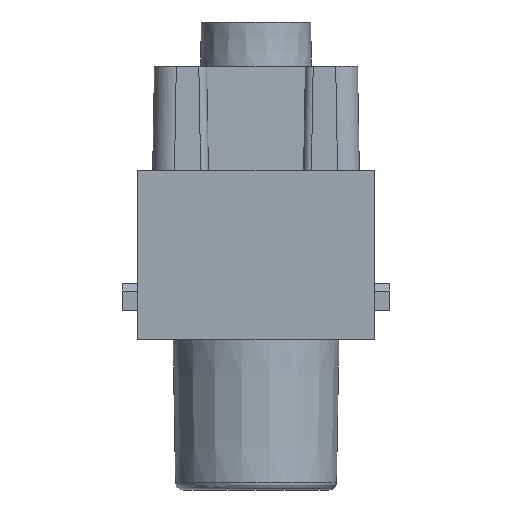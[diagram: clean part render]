
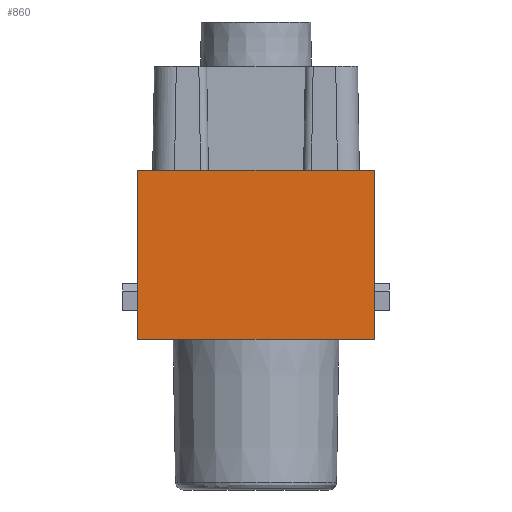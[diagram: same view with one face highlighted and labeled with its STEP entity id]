
A CAD part, left-side view. The second image highlights one B-rep face of the part: STEP entity #860.
In plain terms, the highlighted planar face has unit normal (-1, 0, 0).
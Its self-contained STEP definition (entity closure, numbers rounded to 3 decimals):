
#695=FACE_OUTER_BOUND('',#1298,.T.);
#860=ADVANCED_FACE('',(#695),#1049,.T.);
#1049=PLANE('',#4798);
#1298=EDGE_LOOP('',(#1592,#1593,#1594,#1595));
#1592=ORIENTED_EDGE('',*,*,#2807,.T.);
#1593=ORIENTED_EDGE('',*,*,#2803,.T.);
#1594=ORIENTED_EDGE('',*,*,#2808,.F.);
#1595=ORIENTED_EDGE('',*,*,#2809,.T.);
#2473=VERTEX_POINT('',#6259);
#2474=VERTEX_POINT('',#6260);
#2477=VERTEX_POINT('',#6268);
#2478=VERTEX_POINT('',#6270);
#2803=EDGE_CURVE('',#2473,#2474,#3666,.T.);
#2807=EDGE_CURVE('',#2477,#2473,#3670,.T.);
#2808=EDGE_CURVE('',#2478,#2474,#3671,.T.);
#2809=EDGE_CURVE('',#2478,#2477,#3672,.T.);
#3666=LINE('',#6258,#4128);
#3670=LINE('',#6267,#4132);
#3671=LINE('',#6269,#4133);
#3672=LINE('',#6271,#4134);
#4128=VECTOR('',#5214,1.);
#4132=VECTOR('',#5220,1.);
#4133=VECTOR('',#5221,1.);
#4134=VECTOR('',#5222,1.);
#4798=AXIS2_PLACEMENT_3D('',#6272,#5223,#5224);
#5214=DIRECTION('',(0.,-1.,0.));
#5220=DIRECTION('',(0.,0.,-1.));
#5221=DIRECTION('',(0.,0.,-1.));
#5222=DIRECTION('',(0.,1.,0.));
#5223=DIRECTION('',(-1.,0.,0.));
#5224=DIRECTION('',(0.,1.,0.));
#6258=CARTESIAN_POINT('',(-22.025,-8.5,-3.7));
#6259=CARTESIAN_POINT('',(-22.025,15.15,-3.7));
#6260=CARTESIAN_POINT('',(-22.025,-15.15,-3.7));
#6267=CARTESIAN_POINT('',(-22.025,15.15,3.5));
#6268=CARTESIAN_POINT('',(-22.025,15.15,18.));
#6269=CARTESIAN_POINT('',(-22.025,-15.15,-3.7));
#6270=CARTESIAN_POINT('',(-22.025,-15.15,18.));
#6271=CARTESIAN_POINT('',(-22.025,2.5,18.));
#6272=CARTESIAN_POINT('',(-22.025,-15.15,3.5));
